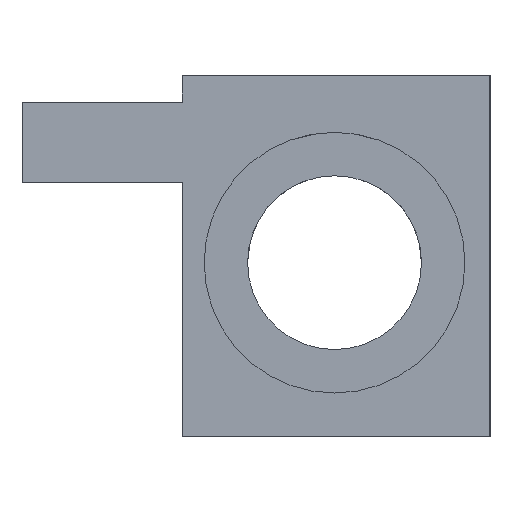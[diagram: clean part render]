
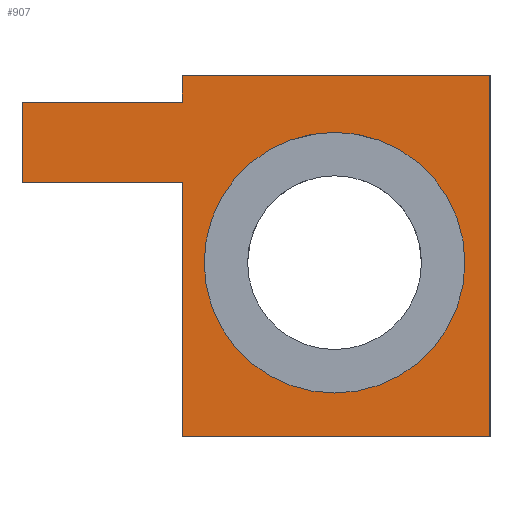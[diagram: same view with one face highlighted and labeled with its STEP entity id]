
A CAD part, left-side view. The second image highlights one B-rep face of the part: STEP entity #907.
In plain terms, the highlighted planar face has unit normal (-1, 0, 0).
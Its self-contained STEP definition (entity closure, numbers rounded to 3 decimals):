
#53=FACE_BOUND('',#176,.T.);
#81=CIRCLE('',#978,9.75);
#117=FACE_OUTER_BOUND('',#175,.T.);
#175=EDGE_LOOP('',(#699,#700,#701,#702,#703,#704,#705,#706));
#176=EDGE_LOOP('',(#707));
#229=LINE('',#1333,#307);
#232=LINE('',#1340,#310);
#240=LINE('',#1359,#318);
#252=LINE('',#1487,#330);
#258=LINE('',#1499,#336);
#259=LINE('',#1501,#337);
#260=LINE('',#1503,#338);
#261=LINE('',#1504,#339);
#307=VECTOR('',#1064,10.);
#310=VECTOR('',#1071,10.);
#318=VECTOR('',#1089,10.);
#330=VECTOR('',#1143,10.);
#336=VECTOR('',#1153,10.);
#337=VECTOR('',#1154,10.);
#338=VECTOR('',#1155,10.);
#339=VECTOR('',#1156,10.);
#397=VERTEX_POINT('',#1330);
#398=VERTEX_POINT('',#1332);
#400=VERTEX_POINT('',#1338);
#406=VERTEX_POINT('',#1357);
#425=VERTEX_POINT('',#1472);
#429=VERTEX_POINT('',#1485);
#433=VERTEX_POINT('',#1498);
#434=VERTEX_POINT('',#1500);
#435=VERTEX_POINT('',#1502);
#488=EDGE_CURVE('',#397,#398,#229,.T.);
#492=EDGE_CURVE('',#400,#397,#232,.T.);
#502=EDGE_CURVE('',#400,#406,#240,.T.);
#526=EDGE_CURVE('',#425,#425,#81,.T.);
#532=EDGE_CURVE('',#429,#406,#252,.T.);
#538=EDGE_CURVE('',#433,#429,#258,.T.);
#539=EDGE_CURVE('',#433,#434,#259,.T.);
#540=EDGE_CURVE('',#434,#435,#260,.T.);
#541=EDGE_CURVE('',#435,#398,#261,.T.);
#699=ORIENTED_EDGE('',*,*,#538,.F.);
#700=ORIENTED_EDGE('',*,*,#539,.T.);
#701=ORIENTED_EDGE('',*,*,#540,.T.);
#702=ORIENTED_EDGE('',*,*,#541,.T.);
#703=ORIENTED_EDGE('',*,*,#488,.F.);
#704=ORIENTED_EDGE('',*,*,#492,.F.);
#705=ORIENTED_EDGE('',*,*,#502,.T.);
#706=ORIENTED_EDGE('',*,*,#532,.F.);
#707=ORIENTED_EDGE('',*,*,#526,.T.);
#875=PLANE('',#985);
#907=ADVANCED_FACE('',(#117,#53),#875,.T.);
#978=AXIS2_PLACEMENT_3D('',#1474,#1128,#1129);
#985=AXIS2_PLACEMENT_3D('',#1497,#1151,#1152);
#1064=DIRECTION('',(0.,-1.,0.));
#1071=DIRECTION('',(0.,0.,1.));
#1089=DIRECTION('',(0.,1.,0.));
#1128=DIRECTION('center_axis',(1.,0.,0.));
#1129=DIRECTION('ref_axis',(0.,-1.,0.));
#1143=DIRECTION('',(0.,0.,1.));
#1151=DIRECTION('center_axis',(-1.,0.,0.));
#1152=DIRECTION('ref_axis',(0.,1.,0.));
#1153=DIRECTION('',(0.,1.,0.));
#1154=DIRECTION('',(0.,0.,-1.));
#1155=DIRECTION('',(0.,-1.,0.));
#1156=DIRECTION('',(0.,0.,1.));
#1330=CARTESIAN_POINT('',(-10.,22.,4.));
#1332=CARTESIAN_POINT('',(-10.,-1.,4.));
#1333=CARTESIAN_POINT('',(-10.,22.,4.));
#1338=CARTESIAN_POINT('',(-10.,22.,2.));
#1340=CARTESIAN_POINT('',(-10.,22.,2.));
#1357=CARTESIAN_POINT('',(-10.,34.,2.));
#1359=CARTESIAN_POINT('',(-10.,28.,2.));
#1472=CARTESIAN_POINT('',(-10.,20.375,-10.));
#1474=CARTESIAN_POINT('Origin',(-10.,10.625,-10.));
#1485=CARTESIAN_POINT('',(-10.,34.,-4.));
#1487=CARTESIAN_POINT('',(-10.,34.,-19.));
#1497=CARTESIAN_POINT('Origin',(-10.,0.,0.));
#1498=CARTESIAN_POINT('',(-10.,22.,-4.));
#1499=CARTESIAN_POINT('',(-10.,29.,-4.));
#1500=CARTESIAN_POINT('',(-10.,22.,-23.));
#1501=CARTESIAN_POINT('',(-10.,22.,-19.));
#1502=CARTESIAN_POINT('',(-10.,-1.,-23.));
#1503=CARTESIAN_POINT('',(-10.,21.,-23.));
#1504=CARTESIAN_POINT('',(-10.,-1.,-19.));
